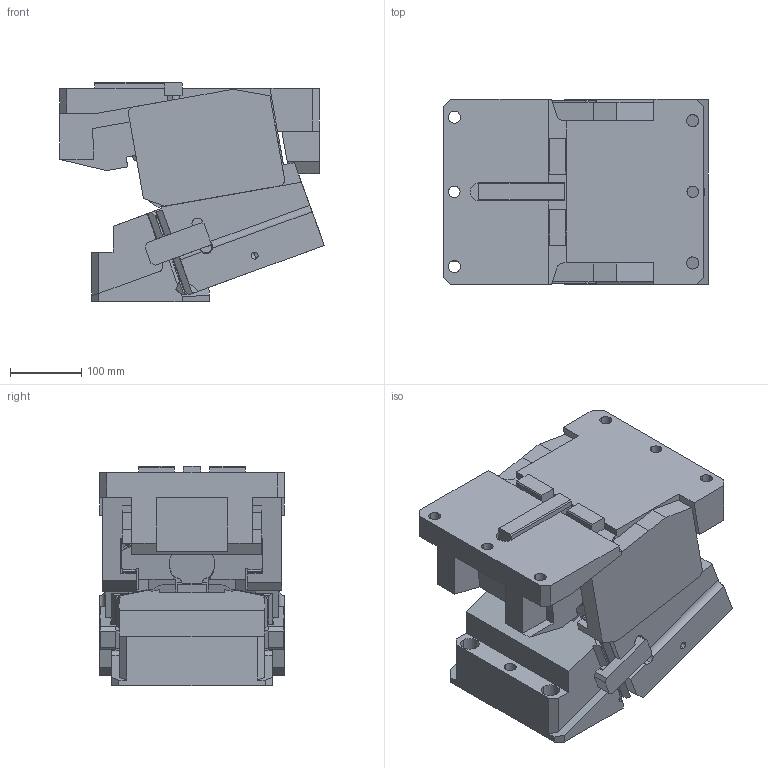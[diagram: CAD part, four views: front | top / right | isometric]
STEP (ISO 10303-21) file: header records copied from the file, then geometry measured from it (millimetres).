
FILE_DESCRIPTION(('CATIA V5 STEP Exchange'),'2;1');
FILE_NAME('CACV_F_260_70.stp','2015-04-27T06:57:55+00:00',('none'),('none'),'CATIA Version 5 Release 19 SP 2 (IN-10)','CATIA V5 STEP AP203','none');
FILE_SCHEMA(('CONFIG_CONTROL_DESIGN'));
Length unit declared in the file: millimetre
Products named in the file (1): CACV_F_260_70
Bounding box: 372.05 x 260 x 309 mm (x, y, z)
Volume: 17706687.2 mm3; surface area: 960425.5 mm2
Topology: 3 solids, 5 shells, 601 faces, 1762 edges, 1174 vertices
Faces by surface type: plane 428, cylinder 166, cone 7
Entity records: 20589 total; most frequent: CARTESIAN_POINT 5257, ORIENTED_EDGE 3512, DIRECTION 2600, EDGE_CURVE 1756, VECTOR 1391, LINE 1391, VERTEX_POINT 1174, AXIS2_PLACEMENT_3D 699
